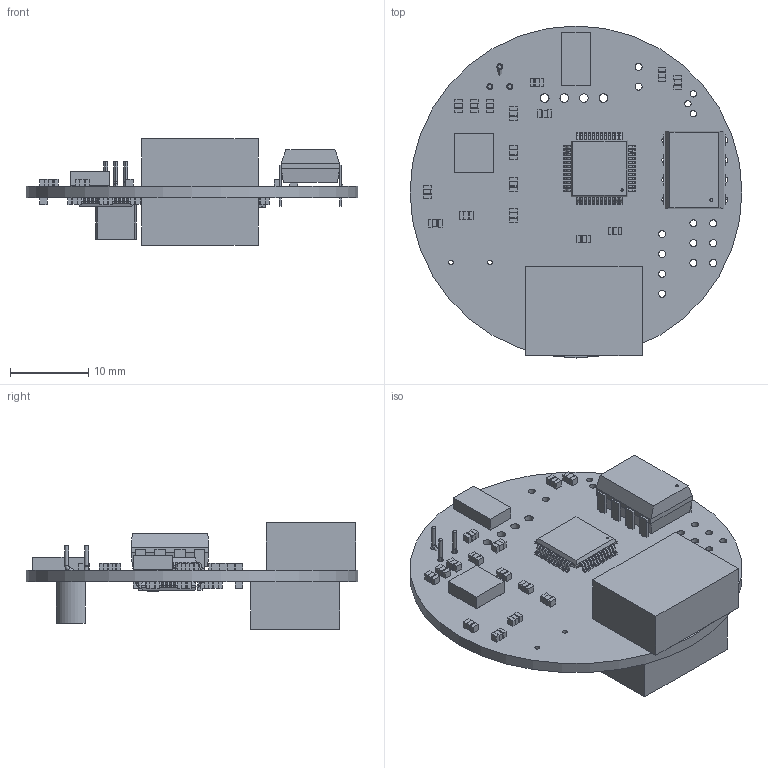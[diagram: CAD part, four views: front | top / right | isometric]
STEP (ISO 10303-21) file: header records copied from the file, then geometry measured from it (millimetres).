
FILE_DESCRIPTION(('Open CASCADE Model'),'2;1');
FILE_NAME('Open CASCADE Shape Model','2020-03-06T17:42:18',('Author'),( 'Open CASCADE'),'Open CASCADE STEP processor 6.8','Open CASCADE 6.8' ,'Unknown');
FILE_SCHEMA(('AUTOMOTIVE_DESIGN { 1 0 10303 214 1 1 1 1 }'));
Length unit declared in the file: millimetre
Products named in the file (81): PCB; Board; Open CASCADE STEP translator 6.8 4.1.1; U4; 8531862176; Body; PinsArrayL; PinsArrayR; U3; MAX485; 7228468304; Extruded; J3; 7833813216; Leads; JST5POS; J2; 7309413168; U6; LM335Z; U2; TMC2130; U1; STM32F103C8T6; R11; 0603; R10; R9; R8; R7; R6; R5; R4; R3; R2; R1; Q1; 7309563664; D1; LED5050RGB ...
Assembly tree (157 placements, depth 4):
  PCB
    Board
      Open CASCADE STEP translator 6.8 4.1.1
    U4
      8531862176
        Body
        PinsArrayL
        PinsArrayR
    U3
      MAX485
      7228468304
        Extruded
    J3
      7833813216
        Body
        Leads  x5
      JST5POS
        Body
        Leads  x5
    J2
      7309413168
        Body
        Leads  x5
      JST5POS
        Body
        Leads  x5
    U6
      LM335Z
      7228468304
        Extruded
    U2
      TMC2130
      7228468304
        Extruded
    U1
      STM32F103C8T6
      7228468304
        Extruded
    R11
      0603
      7228468304
        Extruded
    R10
      0603
      7228468304
        Extruded
    R9
      0603
      7228468304
        Extruded
    R8
      0603
      7228468304
        Extruded
    R7
      0603
      7228468304
        Extruded
    R6
      0603
Bounding box: 42.43 x 42.43 x 13.62 mm (x, y, z)
Volume: 7073.1 mm3; surface area: 8796.8 mm2
Topology: 400 solids, 400 shells, 3225 faces, 7146 edges, 4660 vertices
Faces by surface type: plane 2640, cylinder 573, torus 12
Full cylindrical faces by diameter (mm): 0.2 x1, 0.28 x1, 0.289 x1, 0.374 x1, 0.6 x2, 0.762 x3, 0.8 x100, 0.81 x3, 0.813 x8, 0.9 x12, 1 x10, 1.1 x4, 42.426 x1
Entity records: 70808 total; most frequent: CARTESIAN_POINT 9582, DIRECTION 9564, ORIENTED_EDGE 9102, EDGE_CURVE 4551, LINE 3568, VECTOR 3568, VERTEX_POINT 3010, AXIS2_PLACEMENT_3D 2998
